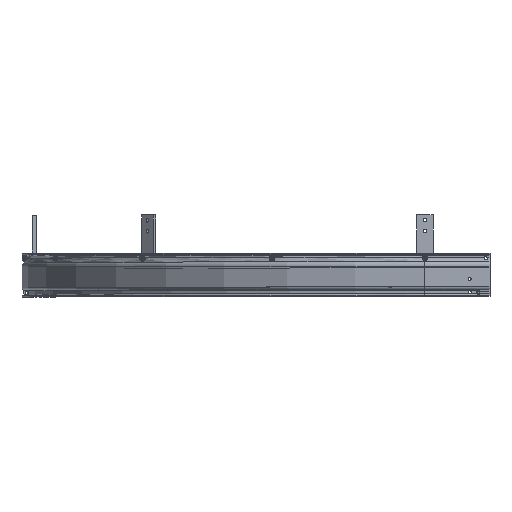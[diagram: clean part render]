
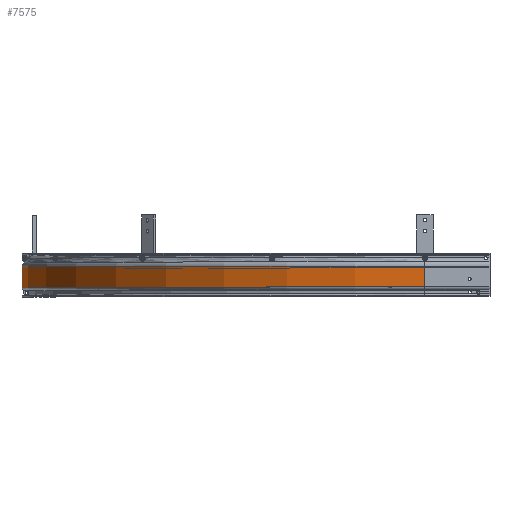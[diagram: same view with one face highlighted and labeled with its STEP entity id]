
A CAD part, top view. The second image highlights one B-rep face of the part: STEP entity #7575.
In plain terms, the highlighted cylindrical face has radius 1885.94 mm (diameter 3771.87 mm), a partial arc.
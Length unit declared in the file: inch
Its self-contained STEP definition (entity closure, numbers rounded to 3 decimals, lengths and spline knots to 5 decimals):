
#4515=CARTESIAN_POINT('',(-86.2495,12.60293,-72.0));
#4516=VERTEX_POINT('',#4515);
#4883=CARTESIAN_POINT('',(-12.0,12.60293,2.2495));
#4884=VERTEX_POINT('',#4883);
#6669=CARTESIAN_POINT('',(-86.2495,16.44768,-72.0));
#6670=VERTEX_POINT('',#6669);
#6700=CARTESIAN_POINT('',(-86.2495,16.44768,-72.0));
#6701=DIRECTION('',(0.0,-1.0,0.0));
#6702=VECTOR('',#6701,3.84475);
#6703=LINE('',#6700,#6702);
#6704=EDGE_CURVE('',#6670,#4516,#6703,.T.);
#7533=CARTESIAN_POINT('',(-12.0,16.44768,2.2495));
#7534=VERTEX_POINT('',#7533);
#7535=CARTESIAN_POINT('',(-12.0,16.44768,-72.0));
#7536=DIRECTION('',(0.0,-1.0,0.0));
#7537=DIRECTION('',(1.0,0.0,0.0));
#7538=AXIS2_PLACEMENT_3D('',#7535,#7536,#7537);
#7539=CIRCLE('',#7538,74.2495);
#7540=EDGE_CURVE('',#7534,#6670,#7539,.T.);
#7553=CARTESIAN_POINT('',(-12.0,14.5253,-72.0));
#7554=DIRECTION('',(0.0,-1.0,0.0));
#7555=DIRECTION('',(1.0,0.0,0.0));
#7556=AXIS2_PLACEMENT_3D('',#7553,#7554,#7555);
#7557=CYLINDRICAL_SURFACE('',#7556,74.2495);
#7558=ORIENTED_EDGE('',*,*,#6704,.T.);
#7559=CARTESIAN_POINT('',(-12.0,12.60293,-72.0));
#7560=DIRECTION('',(0.0,-1.0,0.0));
#7561=DIRECTION('',(1.0,0.0,0.0));
#7562=AXIS2_PLACEMENT_3D('',#7559,#7560,#7561);
#7563=CIRCLE('',#7562,74.2495);
#7564=EDGE_CURVE('',#4884,#4516,#7563,.T.);
#7565=ORIENTED_EDGE('',*,*,#7564,.F.);
#7566=CARTESIAN_POINT('',(-12.0,16.44768,2.2495));
#7567=DIRECTION('',(0.0,-1.0,0.0));
#7568=VECTOR('',#7567,3.84475);
#7569=LINE('',#7566,#7568);
#7570=EDGE_CURVE('',#7534,#4884,#7569,.T.);
#7571=ORIENTED_EDGE('',*,*,#7570,.F.);
#7572=ORIENTED_EDGE('',*,*,#7540,.T.);
#7573=EDGE_LOOP('',(#7558,#7565,#7571,#7572));
#7574=FACE_OUTER_BOUND('',#7573,.T.);
#7575=ADVANCED_FACE('',(#7574),#7557,.T.);
